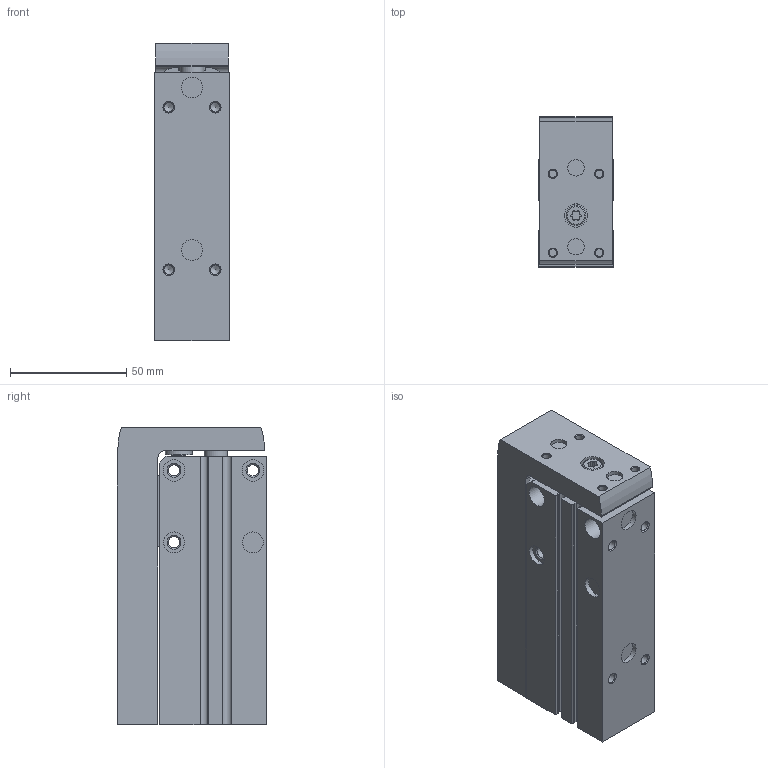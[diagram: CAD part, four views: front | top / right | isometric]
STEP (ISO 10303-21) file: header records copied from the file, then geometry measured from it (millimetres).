
FILE_DESCRIPTION(/* description */ ('STEP AP214'),/* implementation_level */ '2;1');
FILE_NAME(/* name */ '8164085_DGSS-20-60-E1A',/* time_stamp */ '2024-08-14T14:06:04+02:00',/* author */ ('License CC BY-ND 4.0'),/* organization */ ('CADENAS'),/* preprocessor_version */ 'ST-DEVELOPER v19.3',/* originating_system */ 'PARTsolutions',/* authorisation */ ' ');
FILE_SCHEMA (('AUTOMOTIVE_DESIGN {1 0 10303 214 3 1 1}'));
Length unit declared in the file: millimetre
Products named in the file (3): 8164085 DGSS-20-60-E1A---(0_high); 8147516 DGSS-20-60---(high_h); 8147516 DGSS-20-60---(high_s)
Assembly tree (2 placements, depth 2):
  8164085 DGSS-20-60-E1A---(0_high)
    8147516 DGSS-20-60---(high_h)
    8147516 DGSS-20-60---(high_s)
Bounding box: 32 x 64.5 x 128 mm (x, y, z)
Volume: 193693.7 mm3; surface area: 67861.6 mm2
Topology: 2 solids, 2 shells, 398 faces, 969 edges, 630 vertices
Faces by surface type: cylinder 177, plane 165, cone 49, torus 7
Full cylindrical faces by diameter (mm): 2 x2, 2.459 x2, 3.242 x10, 4.134 x12, 4.917 x4, 5.8 x1, 7 x9, 8 x7, 8.5 x1, 9 x6, 9.3 x4, 10 x1, 10.1 x2, 11.5 x1, 20 x2, 22 x1
Entity records: 12517 total; most frequent: DIRECTION 2029, CARTESIAN_POINT 1855, ORIENTED_EDGE 1652, EDGE_CURVE 826, AXIS2_PLACEMENT_3D 804, VERTEX_POINT 618, FACE_BOUND 600, EDGE_LOOP 590
